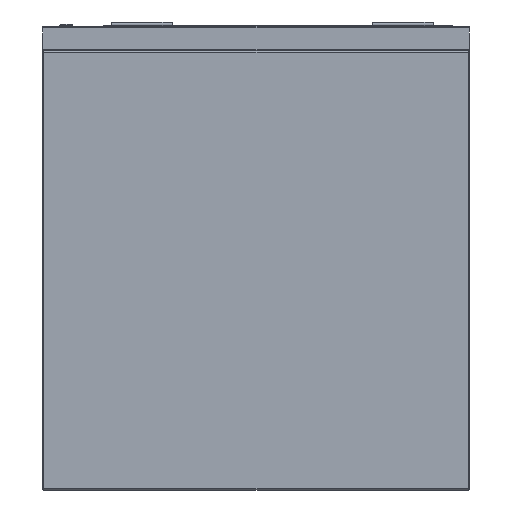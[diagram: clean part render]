
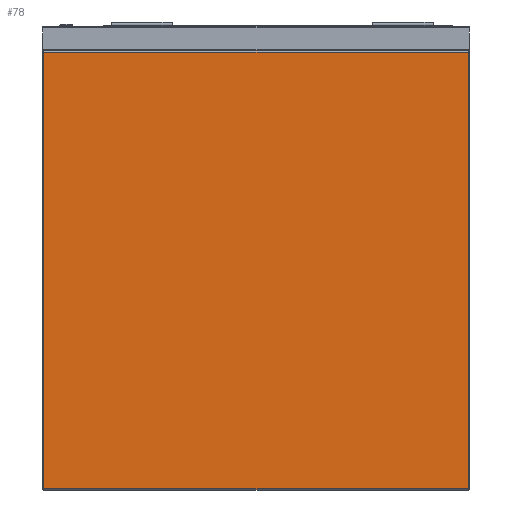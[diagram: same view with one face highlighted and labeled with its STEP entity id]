
A CAD part, left-side view. The second image highlights one B-rep face of the part: STEP entity #78.
In plain terms, the highlighted planar face has unit normal (-1, 0, 0).
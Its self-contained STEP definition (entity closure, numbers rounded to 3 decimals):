
#78 = ADVANCED_FACE ( 'Fl�che7', ( #3555 ), #6347, .T. ) ;
#1239 = ORIENTED_EDGE ( 'NONE', *, *, #4182, .T. ) ;
#1312 = DIRECTION ( 'NONE',  ( 0., -1., 0. ) ) ;
#1390 = VECTOR ( 'NONE', #1312, 1000. ) ;
#1401 = LINE ( 'NONE', #14841, #1390 ) ;
#1907 = ORIENTED_EDGE ( 'NONE', *, *, #9554, .T. ) ;
#2169 = LINE ( 'NONE', #10863, #12997 ) ;
#2488 = CARTESIAN_POINT ( 'NONE',  ( -515., 348., -42. ) ) ;
#3555 = FACE_OUTER_BOUND ( 'NONE', #9114, .T. ) ;
#4182 = EDGE_CURVE ( 'NONE', #17188, #5748, #7784, .T. ) ;
#4429 = DIRECTION ( 'NONE',  ( -1., 0., 0. ) ) ;
#5003 = DIRECTION ( 'NONE',  ( 0., 0., 1. ) ) ;
#5748 = VERTEX_POINT ( 'NONE', #13605 ) ;
#6079 = AXIS2_PLACEMENT_3D ( 'NONE', #15715, #4429, #11624 ) ;
#6347 = PLANE ( 'NONE',  #6079 ) ;
#7076 = CARTESIAN_POINT ( 'NONE',  ( -515., 350., -42. ) ) ;
#7233 = VECTOR ( 'NONE', #10427, 1000. ) ;
#7784 = LINE ( 'NONE', #17807, #7233 ) ;
#9114 = EDGE_LOOP ( 'NONE', ( #1907, #18527, #1239, #10215 ) ) ;
#9192 = CARTESIAN_POINT ( 'NONE',  ( -515., -348., -42. ) ) ;
#9554 = EDGE_CURVE ( 'NONE', #15750, #16176, #2169, .T. ) ;
#10018 = LINE ( 'NONE', #7076, #13202 ) ;
#10215 = ORIENTED_EDGE ( 'NONE', *, *, #15594, .T. ) ;
#10427 = DIRECTION ( 'NONE',  ( 0., 0., -1. ) ) ;
#10863 = CARTESIAN_POINT ( 'NONE',  ( -515., -348., -760. ) ) ;
#11624 = DIRECTION ( 'NONE',  ( 0., 0., 1. ) ) ;
#12997 = VECTOR ( 'NONE', #5003, 1000. ) ;
#13202 = VECTOR ( 'NONE', #18961, 1000. ) ;
#13576 = CARTESIAN_POINT ( 'NONE',  ( -515., -348., -758. ) ) ;
#13605 = CARTESIAN_POINT ( 'NONE',  ( -515., 348., -758. ) ) ;
#14841 = CARTESIAN_POINT ( 'NONE',  ( -515., -350., -758. ) ) ;
#15594 = EDGE_CURVE ( 'NONE', #5748, #15750, #1401, .T. ) ;
#15715 = CARTESIAN_POINT ( 'NONE',  ( -515., -350., -760. ) ) ;
#15750 = VERTEX_POINT ( 'NONE', #13576 ) ;
#16176 = VERTEX_POINT ( 'NONE', #9192 ) ;
#16788 = EDGE_CURVE ( 'NONE', #16176, #17188, #10018, .T. ) ;
#17188 = VERTEX_POINT ( 'NONE', #2488 ) ;
#17807 = CARTESIAN_POINT ( 'NONE',  ( -515., 348., -760. ) ) ;
#18527 = ORIENTED_EDGE ( 'NONE', *, *, #16788, .T. ) ;
#18961 = DIRECTION ( 'NONE',  ( 0., 1., 0. ) ) ;
